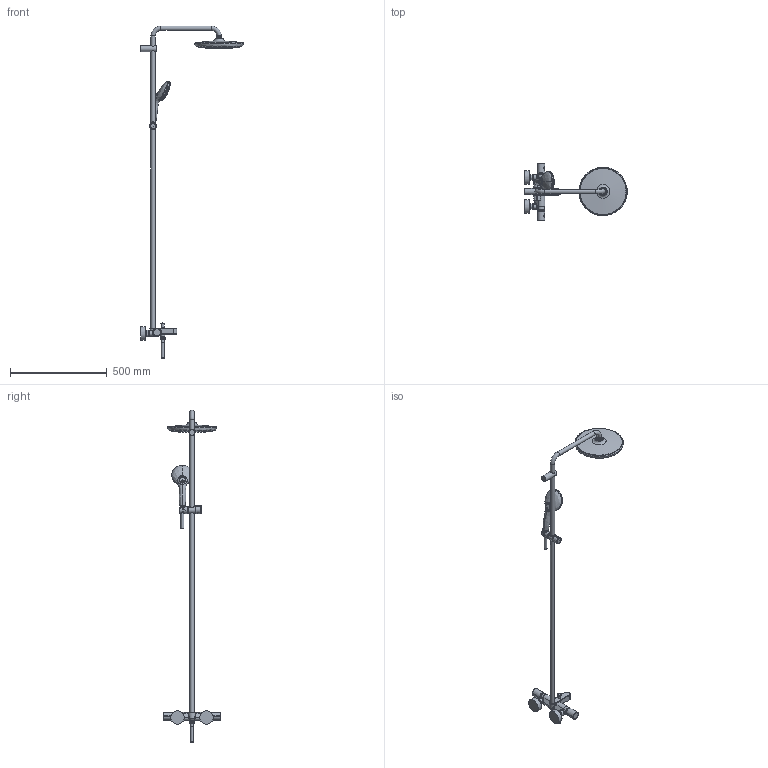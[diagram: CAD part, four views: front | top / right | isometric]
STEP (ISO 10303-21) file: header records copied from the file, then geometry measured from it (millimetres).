
FILE_DESCRIPTION(/* description */ ('Unknown'),/* implementation_level */ '2;1');
FILE_NAME(/* name */ '269880012',/* time_stamp */ '2023-04-24T09:27:13+02:00',/* author */ ('Unknown'),/* organization */ ('GROHE AG'),/* preprocessor_version */ 'ST-DEVELOPER v16.7',/* originating_system */ 'DEX',/* authorisation */ $);
FILE_SCHEMA (('AUTOMOTIVE_DESIGN {1 0 10303 214 3 1 1}'));
Products named in the file (10): 26988001; 26988001_0; _0; 081107 GTM1000C Handles Update02_0; 40.1203.0 Dummy f黵 Kunde_0; 50.9697.1_Standard_0; 50.9702.1_Standard_0; A4297452_BUMPER + NOZZLES_SOLID_0; A4298722_SOFTTOOL DIAL_NEW_POSITION_RADIUS_0,7_0; shell_0
Assembly tree (9 placements, depth 2):
  26988001
    26988001_0
    _0
    081107 GTM1000C Handles Update02_0
    40.1203.0 Dummy f黵 Kunde_0
    50.9697.1_Standard_0
    50.9702.1_Standard_0
    A4297452_BUMPER + NOZZLES_SOLID_0
    A4298722_SOFTTOOL DIAL_NEW_POSITION_RADIUS_0,7_0
    shell_0
Bounding box: 528.89 x 298.45 x 1711.61 mm (x, y, z)
Volume: 27048.8 mm3; surface area: 450133.7 mm2
Topology: 3 solids, 611 shells, 1667 faces, 7313 edges, 6031 vertices
Faces by surface type: bspline 756, plane 308, torus 284, cylinder 188, cone 73, sphere 58
Full cylindrical faces by diameter (mm): 2.8 x72, 3.7 x5, 3.8 x28, 4.1 x7, 6.175 x1, 8.925 x1, 9.725 x1, 13.2 x1, 14.088 x1, 14.7 x3, 15.196 x1, 18.3 x1, 19 x2, 19.9 x1, 20.15 x1, 20.9 x2, 20.955 x2, 22 x3, 22.6 x1, 22.9 x1, 23 x1, 24.25 x1, 26.44 x2, 27 x2, 31.3 x1, 33.4 x2, 36 x3, 37 x2, 40 x2, 70 x2
Entity records: 140893 total; most frequent: CARTESIAN_POINT 90665, ORIENTED_EDGE 7869, EDGE_CURVE 6270, DIRECTION 5774, VERTEX_POINT 5627, B_SPLINE_CURVE_WITH_KNOTS 3819, FACE_BOUND 2988, EDGE_LOOP 2987
